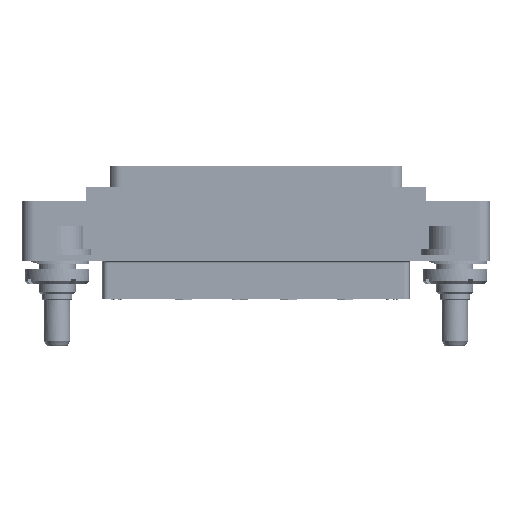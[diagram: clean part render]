
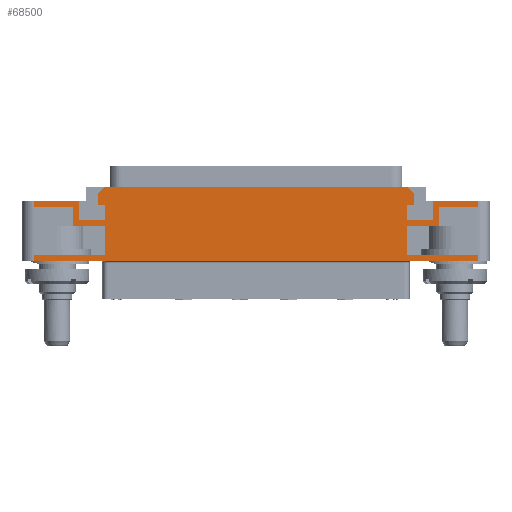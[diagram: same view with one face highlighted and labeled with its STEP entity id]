
A CAD part, top view. The second image highlights one B-rep face of the part: STEP entity #68500.
In plain terms, the highlighted planar face has unit normal (0, 0, 1).
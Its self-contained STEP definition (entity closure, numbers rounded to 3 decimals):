
#1=DIRECTION('',(-1.,0.,0.));
#2=VECTOR('',#1,76.);
#3=CARTESIAN_POINT('',(38.,0.,7.));
#4=LINE('',#3,#2);
#5=DIRECTION('',(0.,1.,0.));
#6=VECTOR('',#5,5.05);
#7=CARTESIAN_POINT('',(-25.8,1.,7.));
#8=LINE('',#7,#6);
#9=DIRECTION('',(-1.,0.,0.));
#10=VECTOR('',#9,5.4);
#11=CARTESIAN_POINT('',(-25.8,6.05,7.));
#12=LINE('',#11,#10);
#13=DIRECTION('',(0.,1.,0.));
#14=VECTOR('',#13,3.2);
#15=CARTESIAN_POINT('',(-31.2,6.05,7.));
#16=LINE('',#15,#14);
#17=DIRECTION('',(1.,0.,0.));
#18=VECTOR('',#17,6.8);
#19=CARTESIAN_POINT('',(-38.,9.25,7.));
#20=LINE('',#19,#18);
#21=DIRECTION('',(1.,0.,0.));
#22=VECTOR('',#21,7.8);
#23=CARTESIAN_POINT('',(-38.,10.25,7.));
#24=LINE('',#23,#22);
#25=DIRECTION('',(0.,-1.,0.));
#26=VECTOR('',#25,3.2);
#27=CARTESIAN_POINT('',(-30.2,10.25,7.));
#28=LINE('',#27,#26);
#29=DIRECTION('',(1.,0.,0.));
#30=VECTOR('',#29,4.4);
#31=CARTESIAN_POINT('',(-30.2,7.05,7.));
#32=LINE('',#31,#30);
#33=DIRECTION('',(0.,1.,0.));
#34=VECTOR('',#33,2.6);
#35=CARTESIAN_POINT('',(-25.8,7.05,7.));
#36=LINE('',#35,#34);
#37=DIRECTION('',(-1.,0.,0.));
#38=VECTOR('',#37,1.2);
#39=CARTESIAN_POINT('',(-25.8,9.65,7.));
#40=LINE('',#39,#38);
#41=DIRECTION('',(0.,-1.,0.));
#42=VECTOR('',#41,1.9);
#43=CARTESIAN_POINT('',(-27.,11.55,7.));
#44=LINE('',#43,#42);
#45=DIRECTION('',(1.,0.,0.));
#46=VECTOR('',#45,51.6);
#47=CARTESIAN_POINT('',(-25.8,12.75,7.));
#48=LINE('',#47,#46);
#49=DIRECTION('',(0.,-1.,0.));
#50=VECTOR('',#49,1.9);
#51=CARTESIAN_POINT('',(27.,11.55,7.));
#52=LINE('',#51,#50);
#53=DIRECTION('',(-1.,0.,0.));
#54=VECTOR('',#53,1.2);
#55=CARTESIAN_POINT('',(27.,9.65,7.));
#56=LINE('',#55,#54);
#57=DIRECTION('',(0.,-1.,0.));
#58=VECTOR('',#57,2.6);
#59=CARTESIAN_POINT('',(25.8,9.65,7.));
#60=LINE('',#59,#58);
#61=DIRECTION('',(1.,0.,0.));
#62=VECTOR('',#61,4.4);
#63=CARTESIAN_POINT('',(25.8,7.05,7.));
#64=LINE('',#63,#62);
#65=DIRECTION('',(0.,1.,0.));
#66=VECTOR('',#65,3.2);
#67=CARTESIAN_POINT('',(30.2,7.05,7.));
#68=LINE('',#67,#66);
#69=DIRECTION('',(1.,0.,0.));
#70=VECTOR('',#69,7.8);
#71=CARTESIAN_POINT('',(30.2,10.25,7.));
#72=LINE('',#71,#70);
#73=DIRECTION('',(-1.,0.,0.));
#74=VECTOR('',#73,6.8);
#75=CARTESIAN_POINT('',(38.,9.25,7.));
#76=LINE('',#75,#74);
#77=DIRECTION('',(0.,1.,0.));
#78=VECTOR('',#77,3.2);
#79=CARTESIAN_POINT('',(31.2,6.05,7.));
#80=LINE('',#79,#78);
#81=DIRECTION('',(1.,0.,0.));
#82=VECTOR('',#81,5.4);
#83=CARTESIAN_POINT('',(25.8,6.05,7.));
#84=LINE('',#83,#82);
#85=DIRECTION('',(0.,1.,0.));
#86=VECTOR('',#85,5.05);
#87=CARTESIAN_POINT('',(25.8,1.,7.));
#88=LINE('',#87,#86);
#89=DIRECTION('',(-1.,0.,0.));
#90=VECTOR('',#89,12.2);
#91=CARTESIAN_POINT('',(38.,1.,7.));
#92=LINE('',#91,#90);
#163=DIRECTION('',(0.,1.,0.));
#164=VECTOR('',#163,1.);
#165=CARTESIAN_POINT('',(38.,9.25,7.));
#166=LINE('',#165,#164);
#181=DIRECTION('',(0.,1.,0.));
#182=VECTOR('',#181,1.);
#183=CARTESIAN_POINT('',(38.,0.,7.));
#184=LINE('',#183,#182);
#1061=DIRECTION('',(0.707,-0.707,0.));
#1062=VECTOR('',#1061,1.697);
#1063=CARTESIAN_POINT('',(25.8,12.75,7.));
#1064=LINE('',#1063,#1062);
#1085=DIRECTION('',(-0.707,-0.707,0.));
#1086=VECTOR('',#1085,1.697);
#1087=CARTESIAN_POINT('',(-25.8,12.75,7.));
#1088=LINE('',#1087,#1086);
#1649=DIRECTION('',(0.,-1.,0.));
#1650=VECTOR('',#1649,1.);
#1651=CARTESIAN_POINT('',(-38.,1.,7.));
#1652=LINE('',#1651,#1650);
#1667=DIRECTION('',(0.,-1.,0.));
#1668=VECTOR('',#1667,1.);
#1669=CARTESIAN_POINT('',(-38.,10.25,7.));
#1670=LINE('',#1669,#1668);
#1803=DIRECTION('',(-1.,0.,0.));
#1804=VECTOR('',#1803,12.2);
#1805=CARTESIAN_POINT('',(-25.8,1.,7.));
#1806=LINE('',#1805,#1804);
#55243=CARTESIAN_POINT('',(-30.2,10.25,7.));
#55244=CARTESIAN_POINT('',(-30.2,7.05,7.));
#55245=VERTEX_POINT('',#55243);
#55246=VERTEX_POINT('',#55244);
#55247=CARTESIAN_POINT('',(-25.8,7.05,7.));
#55248=VERTEX_POINT('',#55247);
#55249=CARTESIAN_POINT('',(-25.8,9.65,7.));
#55250=VERTEX_POINT('',#55249);
#55251=CARTESIAN_POINT('',(-27.,9.65,7.));
#55252=VERTEX_POINT('',#55251);
#55253=CARTESIAN_POINT('',(27.,9.65,7.));
#55254=CARTESIAN_POINT('',(25.8,9.65,7.));
#55255=VERTEX_POINT('',#55253);
#55256=VERTEX_POINT('',#55254);
#55257=CARTESIAN_POINT('',(25.8,7.05,7.));
#55258=VERTEX_POINT('',#55257);
#55259=CARTESIAN_POINT('',(30.2,7.05,7.));
#55260=VERTEX_POINT('',#55259);
#55261=CARTESIAN_POINT('',(30.2,10.25,7.));
#55262=VERTEX_POINT('',#55261);
#55267=CARTESIAN_POINT('',(-25.8,12.75,7.));
#55269=VERTEX_POINT('',#55267);
#55271=CARTESIAN_POINT('',(-27.,11.55,7.));
#55273=VERTEX_POINT('',#55271);
#55275=CARTESIAN_POINT('',(25.8,12.75,7.));
#55277=VERTEX_POINT('',#55275);
#55279=CARTESIAN_POINT('',(27.,11.55,7.));
#55281=VERTEX_POINT('',#55279);
#55371=CARTESIAN_POINT('',(38.,10.25,7.));
#55373=VERTEX_POINT('',#55371);
#55377=CARTESIAN_POINT('',(38.,0.,7.));
#55378=VERTEX_POINT('',#55377);
#55379=CARTESIAN_POINT('',(-38.,0.,7.));
#55381=VERTEX_POINT('',#55379);
#55385=CARTESIAN_POINT('',(-38.,10.25,7.));
#55386=VERTEX_POINT('',#55385);
#60184=CARTESIAN_POINT('',(-38.,1.,7.));
#60186=VERTEX_POINT('',#60184);
#60187=CARTESIAN_POINT('',(-38.,9.25,7.));
#60188=VERTEX_POINT('',#60187);
#60189=CARTESIAN_POINT('',(-31.2,9.25,7.));
#60190=VERTEX_POINT('',#60189);
#60197=CARTESIAN_POINT('',(-25.8,6.05,7.));
#60198=CARTESIAN_POINT('',(-31.2,6.05,7.));
#60199=VERTEX_POINT('',#60197);
#60200=VERTEX_POINT('',#60198);
#60201=CARTESIAN_POINT('',(-25.8,1.,7.));
#60202=VERTEX_POINT('',#60201);
#60235=CARTESIAN_POINT('',(38.,1.,7.));
#60237=VERTEX_POINT('',#60235);
#60245=CARTESIAN_POINT('',(25.8,1.,7.));
#60246=VERTEX_POINT('',#60245);
#60249=CARTESIAN_POINT('',(25.8,6.05,7.));
#60250=VERTEX_POINT('',#60249);
#60269=CARTESIAN_POINT('',(38.,9.25,7.));
#60270=VERTEX_POINT('',#60269);
#60271=CARTESIAN_POINT('',(31.2,9.25,7.));
#60272=VERTEX_POINT('',#60271);
#60273=CARTESIAN_POINT('',(31.2,6.05,7.));
#60274=VERTEX_POINT('',#60273);
#68433=CARTESIAN_POINT('',(0.,0.,7.));
#68434=DIRECTION('',(0.,0.,-1.));
#68435=DIRECTION('',(-1.,0.,0.));
#68436=AXIS2_PLACEMENT_3D('',#68433,#68434,#68435);
#68437=PLANE('',#68436);
#68439=ORIENTED_EDGE('',*,*,#68438,.F.);
#68441=ORIENTED_EDGE('',*,*,#68440,.F.);
#68443=ORIENTED_EDGE('',*,*,#68442,.T.);
#68445=ORIENTED_EDGE('',*,*,#68444,.F.);
#68447=ORIENTED_EDGE('',*,*,#68446,.F.);
#68449=ORIENTED_EDGE('',*,*,#68448,.T.);
#68451=ORIENTED_EDGE('',*,*,#68450,.T.);
#68453=ORIENTED_EDGE('',*,*,#68452,.T.);
#68455=ORIENTED_EDGE('',*,*,#68454,.F.);
#68457=ORIENTED_EDGE('',*,*,#68456,.F.);
#68459=ORIENTED_EDGE('',*,*,#68458,.T.);
#68461=ORIENTED_EDGE('',*,*,#68460,.T.);
#68463=ORIENTED_EDGE('',*,*,#68462,.T.);
#68465=ORIENTED_EDGE('',*,*,#68464,.T.);
#68467=ORIENTED_EDGE('',*,*,#68466,.T.);
#68469=ORIENTED_EDGE('',*,*,#68468,.F.);
#68471=ORIENTED_EDGE('',*,*,#68470,.F.);
#68473=ORIENTED_EDGE('',*,*,#68472,.T.);
#68475=ORIENTED_EDGE('',*,*,#68474,.T.);
#68477=ORIENTED_EDGE('',*,*,#68476,.T.);
#68479=ORIENTED_EDGE('',*,*,#68478,.T.);
#68481=ORIENTED_EDGE('',*,*,#68480,.T.);
#68483=ORIENTED_EDGE('',*,*,#68482,.T.);
#68485=ORIENTED_EDGE('',*,*,#68484,.T.);
#68487=ORIENTED_EDGE('',*,*,#68486,.T.);
#68489=ORIENTED_EDGE('',*,*,#68488,.F.);
#68491=ORIENTED_EDGE('',*,*,#68490,.T.);
#68493=ORIENTED_EDGE('',*,*,#68492,.F.);
#68495=ORIENTED_EDGE('',*,*,#68494,.F.);
#68497=ORIENTED_EDGE('',*,*,#68496,.F.);
#68498=EDGE_LOOP('',(#68439,#68441,#68443,#68445,#68447,#68449,#68451,#68453,
#68455,#68457,#68459,#68461,#68463,#68465,#68467,#68469,#68471,#68473,#68475,
#68477,#68479,#68481,#68483,#68485,#68487,#68489,#68491,#68493,#68495,#68497));
#68499=FACE_OUTER_BOUND('',#68498,.F.);
#68500=ADVANCED_FACE('',(#68499),#68437,.F.);
#68438=EDGE_CURVE('',#60237,#60246,#92,.T.);
#68440=EDGE_CURVE('',#55378,#60237,#184,.T.);
#68442=EDGE_CURVE('',#55378,#55381,#4,.T.);
#68444=EDGE_CURVE('',#60186,#55381,#1652,.T.);
#68446=EDGE_CURVE('',#60202,#60186,#1806,.T.);
#68448=EDGE_CURVE('',#60202,#60199,#8,.T.);
#68450=EDGE_CURVE('',#60199,#60200,#12,.T.);
#68452=EDGE_CURVE('',#60200,#60190,#16,.T.);
#68454=EDGE_CURVE('',#60188,#60190,#20,.T.);
#68456=EDGE_CURVE('',#55386,#60188,#1670,.T.);
#68458=EDGE_CURVE('',#55386,#55245,#24,.T.);
#68460=EDGE_CURVE('',#55245,#55246,#28,.T.);
#68462=EDGE_CURVE('',#55246,#55248,#32,.T.);
#68464=EDGE_CURVE('',#55248,#55250,#36,.T.);
#68466=EDGE_CURVE('',#55250,#55252,#40,.T.);
#68468=EDGE_CURVE('',#55273,#55252,#44,.T.);
#68470=EDGE_CURVE('',#55269,#55273,#1088,.T.);
#68472=EDGE_CURVE('',#55269,#55277,#48,.T.);
#68474=EDGE_CURVE('',#55277,#55281,#1064,.T.);
#68476=EDGE_CURVE('',#55281,#55255,#52,.T.);
#68478=EDGE_CURVE('',#55255,#55256,#56,.T.);
#68480=EDGE_CURVE('',#55256,#55258,#60,.T.);
#68482=EDGE_CURVE('',#55258,#55260,#64,.T.);
#68484=EDGE_CURVE('',#55260,#55262,#68,.T.);
#68486=EDGE_CURVE('',#55262,#55373,#72,.T.);
#68488=EDGE_CURVE('',#60270,#55373,#166,.T.);
#68490=EDGE_CURVE('',#60270,#60272,#76,.T.);
#68492=EDGE_CURVE('',#60274,#60272,#80,.T.);
#68494=EDGE_CURVE('',#60250,#60274,#84,.T.);
#68496=EDGE_CURVE('',#60246,#60250,#88,.T.);
